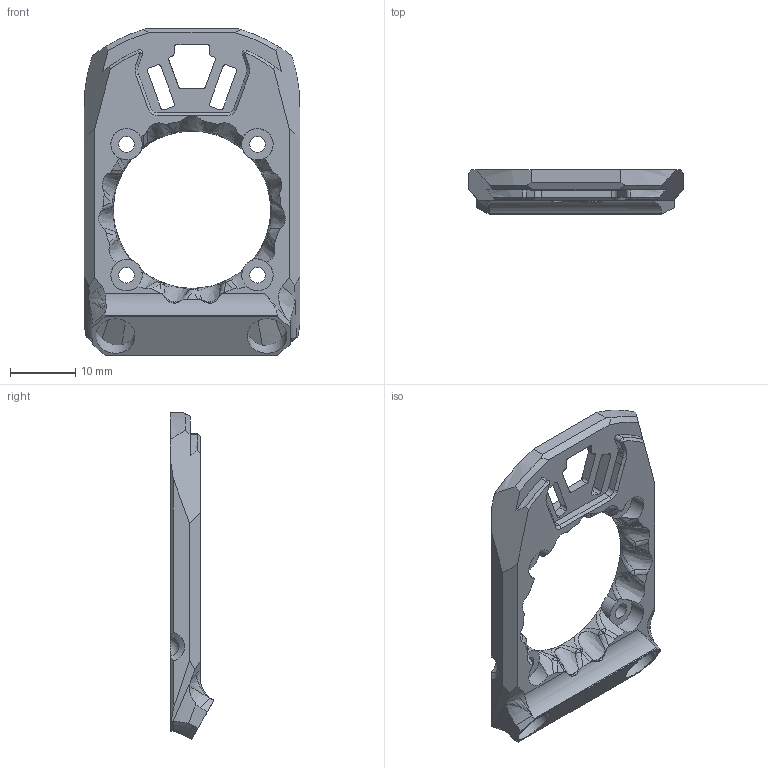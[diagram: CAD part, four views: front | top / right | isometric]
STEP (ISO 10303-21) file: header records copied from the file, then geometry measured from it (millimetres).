
FILE_DESCRIPTION(/* description */ (''),/* implementation_level */ '2;1');
FILE_NAME(/* name */ 'Tapchanger-Lite-Rods-Xol-Toolhead_MaglockFaceplate (1).step',/* time_stamp */ '2023-09-20T00:14:48+02:00',/* author */ (''),/* organization */ (''),/* preprocessor_version */ 'ST-DEVELOPER v20',/* originating_system */ 'Autodesk Translation Framework v12.9.0.99',/* authorisation */ '');
FILE_SCHEMA (('AUTOMOTIVE_DESIGN { 1 0 10303 214 3 1 1 }'));
Length unit declared in the file: millimetre
Products named in the file (1): Tapchanger-Lite-Rods-Xol-Toolhead_MaglockFaceplate (1)
Bounding box: 32.92 x 6.72 x 49.97 mm (x, y, z)
Volume: 3789 mm3; surface area: 3326.7 mm2
Topology: 1 solids, 1 shells, 284 faces, 769 edges, 460 vertices
Faces by surface type: bspline 101, plane 74, cylinder 64, cone 35, torus 9, sphere 1
Full cylindrical faces by diameter (mm): 2.4 x4, 6.1 x2
Entity records: 21974 total; most frequent: CARTESIAN_POINT 15749, ORIENTED_EDGE 1486, DIRECTION 988, EDGE_CURVE 743, VERTEX_POINT 460, AXIS2_PLACEMENT_3D 379, B_SPLINE_CURVE_WITH_KNOTS 304, EDGE_LOOP 299
